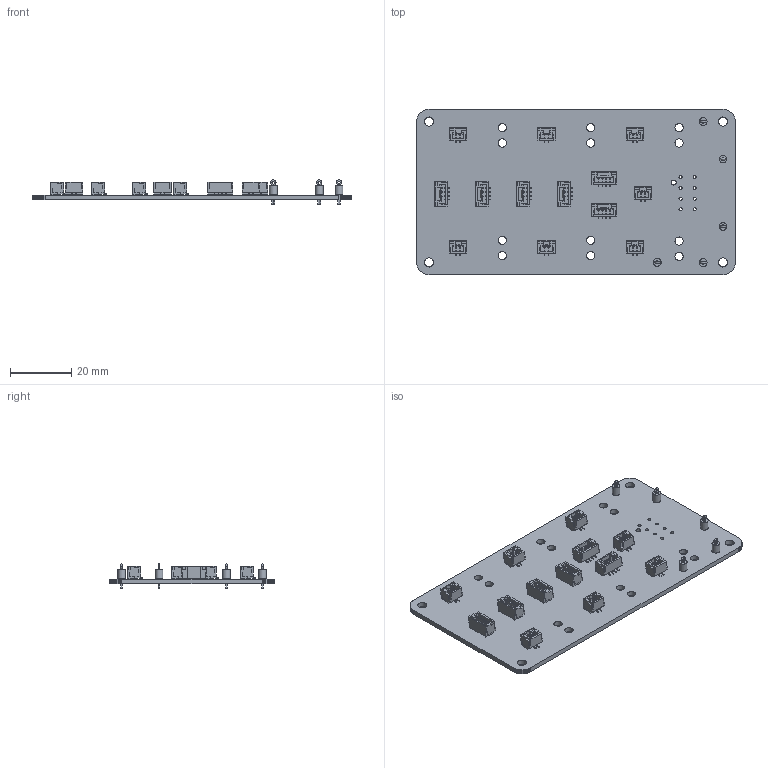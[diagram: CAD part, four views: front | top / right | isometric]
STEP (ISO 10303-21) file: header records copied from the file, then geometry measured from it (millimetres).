
FILE_DESCRIPTION(('KiCad electronic assembly'),'2;1');
FILE_NAME('Turret.step','2024-03-25T22:19:00',('Pcbnew'),('Kicad'), 'Open CASCADE STEP processor 7.7','KiCad to STEP converter','Unknown' );
FILE_SCHEMA(('AUTOMOTIVE_DESIGN { 1 0 10303 214 1 1 1 1 }'));
Length unit declared in the file: millimetre
Products named in the file (8): Turret 1; JST_GH_BM04B-GHS-TBT_1x04-1MP_P1.25mm_Vertical; SOLID; JST_GH_BM02B-GHS-TBT_1x02-1MP_P1.25mm_Vertical; TestPoint_Loop_D1.80mm_Drill1.0mm_Beaded; COMPOUND; Turret PCB
Assembly tree (22 placements, depth 3):
  Turret 1
    JST_GH_BM04B-GHS-TBT_1x04-1MP_P1.25mm_Vertical  x6
      SOLID
    JST_GH_BM02B-GHS-TBT_1x02-1MP_P1.25mm_Vertical  x7
      SOLID
    TestPoint_Loop_D1.80mm_Drill1.0mm_Beaded  x5
      COMPOUND
    Turret PCB
Bounding box: 104 x 54 x 7.87 mm (x, y, z)
Volume: 9824.2 mm3; surface area: 15292.9 mm2
Topology: 24 solids, 24 shells, 2230 faces, 6180 edges, 4088 vertices
Faces by surface type: plane 2165, cylinder 50, bspline 10, torus 5
Full cylindrical faces by diameter (mm): 0.5 x10, 1 x10, 1.016 x7, 1.02 x1, 1.6 x1, 2.54 x5, 2.7 x12, 3 x4
Entity records: 33148 total; most frequent: CARTESIAN_POINT 5967, DIRECTION 4562, LINE 3506, VECTOR 3506, ORIENTED_EDGE 2434, PCURVE 2434, DEFINITIONAL_REPRESENTATION 2434, EDGE_CURVE 1217
